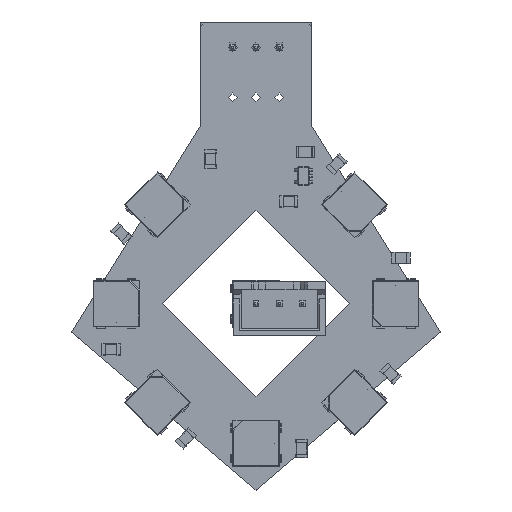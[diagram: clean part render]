
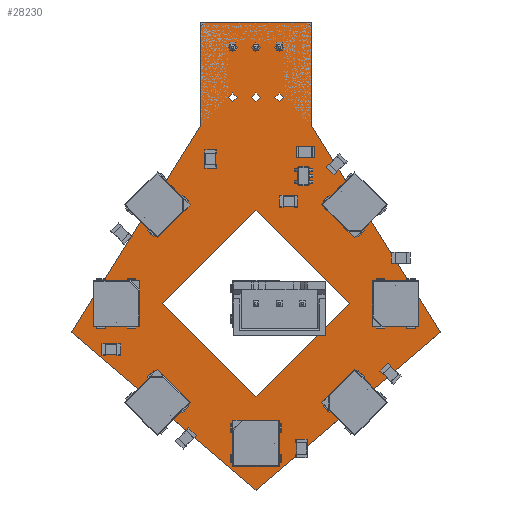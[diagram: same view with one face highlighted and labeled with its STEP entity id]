
A CAD part, top view. The second image highlights one B-rep face of the part: STEP entity #28230.
In plain terms, the highlighted planar face has unit normal (0, 0, 1).
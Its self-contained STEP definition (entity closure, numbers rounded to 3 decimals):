
#28028 = VERTEX_POINT('',#28029);
#28029 = CARTESIAN_POINT('',(6.,19.079,1.6));
#28035 = EDGE_CURVE('',#28028,#28036,#28038,.T.);
#28036 = VERTEX_POINT('',#28037);
#28037 = CARTESIAN_POINT('',(6.,29.5,1.6));
#28038 = LINE('',#28039,#28040);
#28039 = CARTESIAN_POINT('',(6.,19.079,1.6));
#28040 = VECTOR('',#28041,1.);
#28041 = DIRECTION('',(0.,1.,0.));
#28186 = VERTEX_POINT('',#28187);
#28187 = CARTESIAN_POINT('',(5.25,30.25,1.6));
#28193 = EDGE_CURVE('',#28036,#28186,#28194,.T.);
#28194 = CIRCLE('',#28195,0.75);
#28195 = AXIS2_PLACEMENT_3D('',#28196,#28197,#28198);
#28196 = CARTESIAN_POINT('',(5.25,29.5,1.6));
#28197 = DIRECTION('',(-0.,0.,1.));
#28198 = DIRECTION('',(0.,-1.,0.));
#28210 = VERTEX_POINT('',#28211);
#28211 = CARTESIAN_POINT('',(-6.,19.079,1.6));
#28217 = EDGE_CURVE('',#28210,#28028,#28218,.T.);
#28218 = CIRCLE('',#28219,20.);
#28219 = AXIS2_PLACEMENT_3D('',#28220,#28221,#28222);
#28220 = CARTESIAN_POINT('',(0.,0.,1.6));
#28221 = DIRECTION('',(0.,0.,1.));
#28222 = DIRECTION('',(1.,0.,0.));
#28230 = ADVANCED_FACE('',(#28231,#28259,#28270,#28281,#28292,#28303,
    #28314,#28325),#28336,.T.);
#28231 = FACE_BOUND('',#28232,.T.);
#28232 = EDGE_LOOP('',(#28233,#28234,#28235,#28243,#28252,#28258));
#28233 = ORIENTED_EDGE('',*,*,#28035,.T.);
#28234 = ORIENTED_EDGE('',*,*,#28193,.T.);
#28235 = ORIENTED_EDGE('',*,*,#28236,.T.);
#28236 = EDGE_CURVE('',#28186,#28237,#28239,.T.);
#28237 = VERTEX_POINT('',#28238);
#28238 = CARTESIAN_POINT('',(-5.25,30.25,1.6));
#28239 = LINE('',#28240,#28241);
#28240 = CARTESIAN_POINT('',(6.,30.25,1.6));
#28241 = VECTOR('',#28242,1.);
#28242 = DIRECTION('',(-1.,0.,0.));
#28243 = ORIENTED_EDGE('',*,*,#28244,.T.);
#28244 = EDGE_CURVE('',#28237,#28245,#28247,.T.);
#28245 = VERTEX_POINT('',#28246);
#28246 = CARTESIAN_POINT('',(-6.,29.5,1.6));
#28247 = CIRCLE('',#28248,0.75);
#28248 = AXIS2_PLACEMENT_3D('',#28249,#28250,#28251);
#28249 = CARTESIAN_POINT('',(-5.25,29.5,1.6));
#28250 = DIRECTION('',(-0.,0.,1.));
#28251 = DIRECTION('',(0.,-1.,0.));
#28252 = ORIENTED_EDGE('',*,*,#28253,.T.);
#28253 = EDGE_CURVE('',#28245,#28210,#28254,.T.);
#28254 = LINE('',#28255,#28256);
#28255 = CARTESIAN_POINT('',(-6.,30.25,1.6));
#28256 = VECTOR('',#28257,1.);
#28257 = DIRECTION('',(0.,-1.,0.));
#28258 = ORIENTED_EDGE('',*,*,#28217,.T.);
#28259 = FACE_BOUND('',#28260,.T.);
#28260 = EDGE_LOOP('',(#28261));
#28261 = ORIENTED_EDGE('',*,*,#28262,.F.);
#28262 = EDGE_CURVE('',#28263,#28263,#28265,.T.);
#28263 = VERTEX_POINT('',#28264);
#28264 = CARTESIAN_POINT('',(10.,0.,1.6));
#28265 = CIRCLE('',#28266,10.);
#28266 = AXIS2_PLACEMENT_3D('',#28267,#28268,#28269);
#28267 = CARTESIAN_POINT('',(0.,0.,1.6));
#28268 = DIRECTION('',(0.,0.,1.));
#28269 = DIRECTION('',(1.,0.,0.));
#28270 = FACE_BOUND('',#28271,.T.);
#28271 = EDGE_LOOP('',(#28272));
#28272 = ORIENTED_EDGE('',*,*,#28273,.F.);
#28273 = EDGE_CURVE('',#28274,#28274,#28276,.T.);
#28274 = VERTEX_POINT('',#28275);
#28275 = CARTESIAN_POINT('',(-2.02,22.15,1.6));
#28276 = CIRCLE('',#28277,0.48);
#28277 = AXIS2_PLACEMENT_3D('',#28278,#28279,#28280);
#28278 = CARTESIAN_POINT('',(-2.5,22.15,1.6));
#28279 = DIRECTION('',(0.,0.,1.));
#28280 = DIRECTION('',(1.,0.,0.));
#28281 = FACE_BOUND('',#28282,.T.);
#28282 = EDGE_LOOP('',(#28283));
#28283 = ORIENTED_EDGE('',*,*,#28284,.F.);
#28284 = EDGE_CURVE('',#28285,#28285,#28287,.T.);
#28285 = VERTEX_POINT('',#28286);
#28286 = CARTESIAN_POINT('',(2.98,27.525,1.6));
#28287 = CIRCLE('',#28288,0.48);
#28288 = AXIS2_PLACEMENT_3D('',#28289,#28290,#28291);
#28289 = CARTESIAN_POINT('',(2.5,27.525,1.6));
#28290 = DIRECTION('',(0.,0.,1.));
#28291 = DIRECTION('',(1.,0.,0.));
#28292 = FACE_BOUND('',#28293,.T.);
#28293 = EDGE_LOOP('',(#28294));
#28294 = ORIENTED_EDGE('',*,*,#28295,.F.);
#28295 = EDGE_CURVE('',#28296,#28296,#28298,.T.);
#28296 = VERTEX_POINT('',#28297);
#28297 = CARTESIAN_POINT('',(0.48,27.525,1.6));
#28298 = CIRCLE('',#28299,0.48);
#28299 = AXIS2_PLACEMENT_3D('',#28300,#28301,#28302);
#28300 = CARTESIAN_POINT('',(0.,27.525,1.6));
#28301 = DIRECTION('',(0.,0.,1.));
#28302 = DIRECTION('',(1.,0.,0.));
#28303 = FACE_BOUND('',#28304,.T.);
#28304 = EDGE_LOOP('',(#28305));
#28305 = ORIENTED_EDGE('',*,*,#28306,.F.);
#28306 = EDGE_CURVE('',#28307,#28307,#28309,.T.);
#28307 = VERTEX_POINT('',#28308);
#28308 = CARTESIAN_POINT('',(-2.02,27.525,1.6));
#28309 = CIRCLE('',#28310,0.48);
#28310 = AXIS2_PLACEMENT_3D('',#28311,#28312,#28313);
#28311 = CARTESIAN_POINT('',(-2.5,27.525,1.6));
#28312 = DIRECTION('',(0.,0.,1.));
#28313 = DIRECTION('',(1.,0.,0.));
#28314 = FACE_BOUND('',#28315,.T.);
#28315 = EDGE_LOOP('',(#28316));
#28316 = ORIENTED_EDGE('',*,*,#28317,.F.);
#28317 = EDGE_CURVE('',#28318,#28318,#28320,.T.);
#28318 = VERTEX_POINT('',#28319);
#28319 = CARTESIAN_POINT('',(2.98,22.15,1.6));
#28320 = CIRCLE('',#28321,0.48);
#28321 = AXIS2_PLACEMENT_3D('',#28322,#28323,#28324);
#28322 = CARTESIAN_POINT('',(2.5,22.15,1.6));
#28323 = DIRECTION('',(0.,0.,1.));
#28324 = DIRECTION('',(1.,0.,0.));
#28325 = FACE_BOUND('',#28326,.T.);
#28326 = EDGE_LOOP('',(#28327));
#28327 = ORIENTED_EDGE('',*,*,#28328,.F.);
#28328 = EDGE_CURVE('',#28329,#28329,#28331,.T.);
#28329 = VERTEX_POINT('',#28330);
#28330 = CARTESIAN_POINT('',(0.48,22.15,1.6));
#28331 = CIRCLE('',#28332,0.48);
#28332 = AXIS2_PLACEMENT_3D('',#28333,#28334,#28335);
#28333 = CARTESIAN_POINT('',(0.,22.15,1.6));
#28334 = DIRECTION('',(0.,0.,1.));
#28335 = DIRECTION('',(1.,0.,0.));
#28336 = PLANE('',#28337);
#28337 = AXIS2_PLACEMENT_3D('',#28338,#28339,#28340);
#28338 = CARTESIAN_POINT('',(0.,5.876,1.6));
#28339 = DIRECTION('',(0.,0.,1.));
#28340 = DIRECTION('',(1.,0.,0.));
